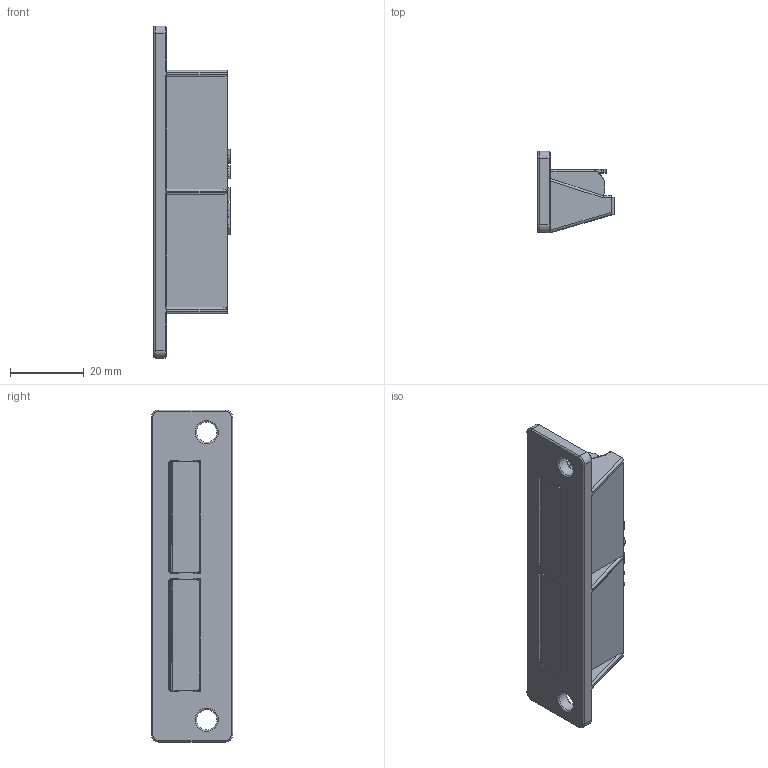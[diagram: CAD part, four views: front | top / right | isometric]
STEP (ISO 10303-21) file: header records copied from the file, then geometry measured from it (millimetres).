
FILE_DESCRIPTION(/* description */ (''),/* implementation_level */ '2;1');
FILE_NAME(/* name */ 'A-DC24V_Wago-L.stp',/* time_stamp */ '2020-10-17T22:09:17-07:00',/* author */ (''),/* organization */ (''),/* preprocessor_version */ 'ST-DEVELOPER v18.1',/* originating_system */ 'Autodesk Translation Framework v9.3.0.1241',/* authorisation */ '');
FILE_SCHEMA (('AUTOMOTIVE_DESIGN { 1 0 10303 214 3 1 1 }'));
Length unit declared in the file: millimetre
Products named in the file (2): Wago Mount DC 3030; WAGO 221-615
Assembly tree (2 placements, depth 2):
  Wago Mount DC 3030
    WAGO 221-615  x2
Bounding box: 20.77 x 22 x 89.86 mm (x, y, z)
Volume: 17919.5 mm3; surface area: 12136.9 mm2
Topology: 3 solids, 3 shells, 765 faces, 2162 edges, 1392 vertices
Faces by surface type: plane 394, bspline 203, cylinder 128, cone 34, torus 6
Full cylindrical faces by diameter (mm): 5.5 x2
Entity records: 18632 total; most frequent: CARTESIAN_POINT 5679, ORIENTED_EDGE 2918, DIRECTION 2335, EDGE_CURVE 1459, VERTEX_POINT 934, LINE 909, VECTOR 909, AXIS2_PLACEMENT_3D 713
